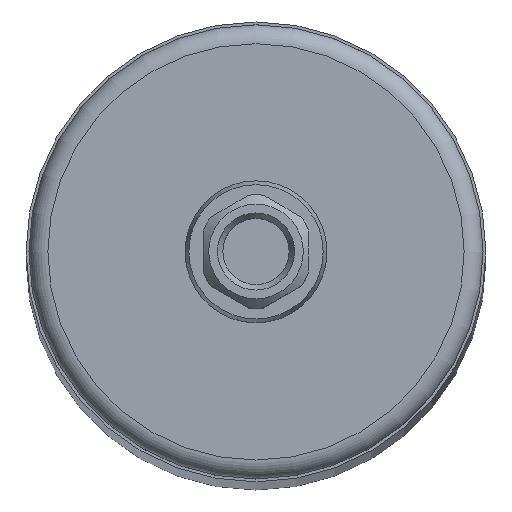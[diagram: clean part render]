
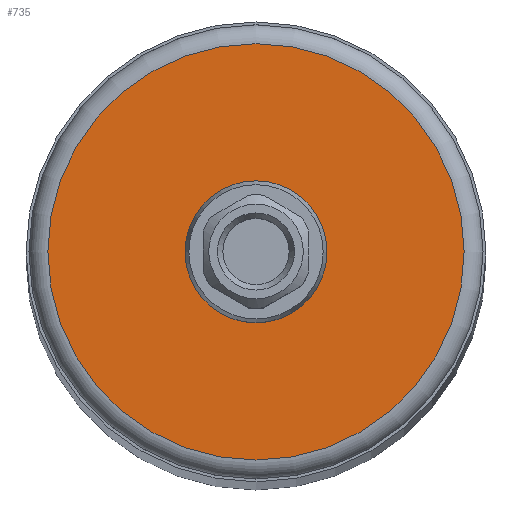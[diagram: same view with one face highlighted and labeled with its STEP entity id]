
A CAD part, top view. The second image highlights one B-rep face of the part: STEP entity #735.
In plain terms, the highlighted planar face has unit normal (0, 0, 1).
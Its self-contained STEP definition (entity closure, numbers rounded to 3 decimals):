
#18=FACE_BOUND('',#155,.T.);
#25=PLANE('',#840);
#105=FACE_OUTER_BOUND('',#154,.T.);
#154=EDGE_LOOP('',(#642));
#155=EDGE_LOOP('',(#643));
#278=CIRCLE('',#781,7.5);
#282=CIRCLE('',#787,22.);
#323=VERTEX_POINT('',#1117);
#326=VERTEX_POINT('',#1127);
#397=EDGE_CURVE('',#323,#323,#278,.T.);
#402=EDGE_CURVE('',#326,#326,#282,.T.);
#642=ORIENTED_EDGE('',*,*,#402,.T.);
#643=ORIENTED_EDGE('',*,*,#397,.F.);
#735=ADVANCED_FACE('',(#105,#18),#25,.F.);
#781=AXIS2_PLACEMENT_3D('',#1118,#893,#894);
#787=AXIS2_PLACEMENT_3D('',#1128,#906,#907);
#840=AXIS2_PLACEMENT_3D('',#1321,#1053,#1054);
#893=DIRECTION('center_axis',(0.,0.,1.));
#894=DIRECTION('ref_axis',(-1.,0.,0.));
#906=DIRECTION('center_axis',(0.,0.,1.));
#907=DIRECTION('ref_axis',(1.,0.,0.));
#1053=DIRECTION('center_axis',(0.,0.,-1.));
#1054=DIRECTION('ref_axis',(-1.,0.,0.));
#1117=CARTESIAN_POINT('',(7.5,0.,0.));
#1118=CARTESIAN_POINT('Origin',(0.,0.,0.));
#1127=CARTESIAN_POINT('',(-22.,0.,0.));
#1128=CARTESIAN_POINT('Origin',(0.,0.,0.));
#1321=CARTESIAN_POINT('Origin',(0.,0.,0.));
